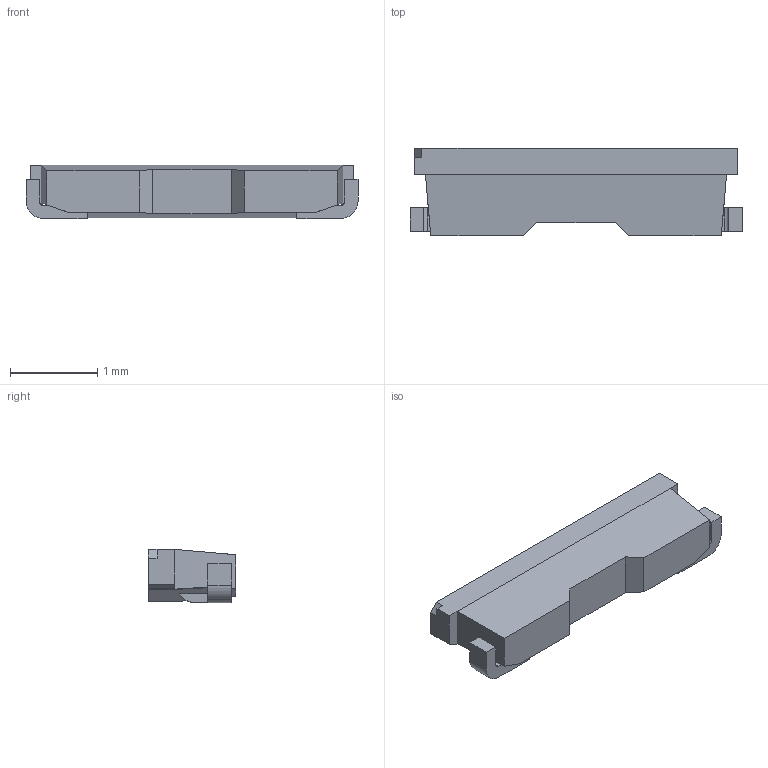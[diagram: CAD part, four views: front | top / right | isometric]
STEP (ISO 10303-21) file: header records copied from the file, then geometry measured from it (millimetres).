
FILE_DESCRIPTION (( 'STEP AP214' ), '1' );
FILE_NAME ('LED-SMD_L3.8-W1.0-RD_WHITE.STEP', '2022-02-16T11:05:49', ( '' ), ( '' ), 'SwSTEP 2.0', 'SolidWorks 2020', '' );
FILE_SCHEMA (( 'AUTOMOTIVE_DESIGN' ));
Length unit declared in the file: millimetre
Products named in the file (1): LED-SMD_L3.8-W1.0-RD_WHITE
Bounding box: 3.8 x 1 x 0.61 mm (x, y, z)
Volume: 1.7 mm3; surface area: 13.2 mm2
Topology: 1 solids, 1 shells, 124 faces, 343 edges, 224 vertices
Faces by surface type: plane 98, bspline 14, cylinder 8, cone 4
Entity records: 5903 total; most frequent: CARTESIAN_POINT 1450, ORIENTED_EDGE 686, DIRECTION 557, EDGE_CURVE 343, LINE 287, VECTOR 287, VERTEX_POINT 224, AXIS2_PLACEMENT_3D 135
